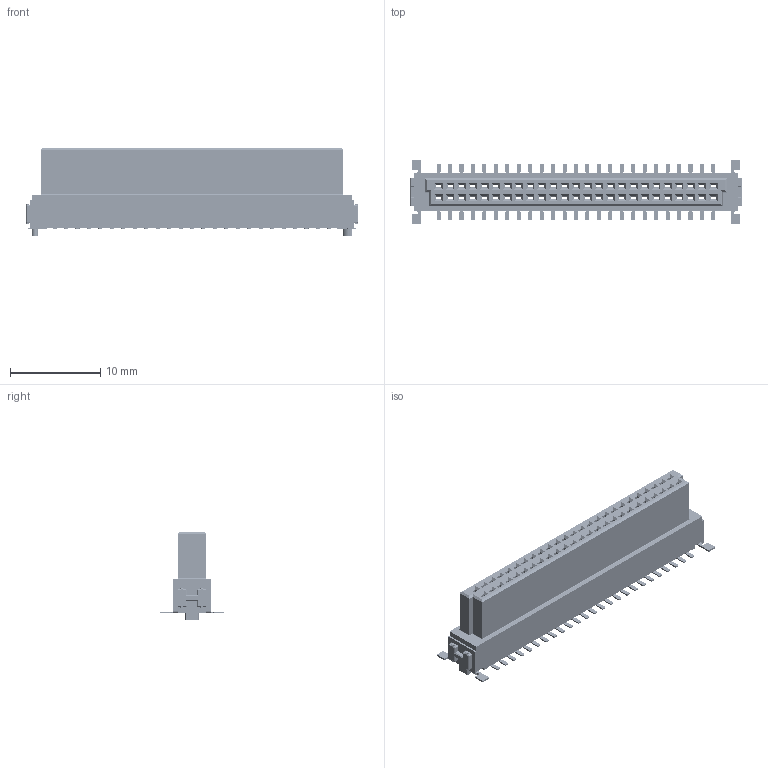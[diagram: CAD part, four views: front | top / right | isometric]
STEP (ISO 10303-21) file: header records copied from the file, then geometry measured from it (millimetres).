
FILE_DESCRIPTION((''),'2;1');
FILE_NAME('M55-6015042_ASM','2021-06-22T08:51:24',('mrudkin'),(''),'CREO PARAMETRIC BY PTC INC, 2020154','CREO PARAMETRIC BY PTC INC, 2020154','');
FILE_SCHEMA(('CONFIG_CONTROL_DESIGN','SHAPE_APPEARANCE_LAYERS_GROUPS'));
Length unit declared in the file: millimetre
Products named in the file (4): M55-60150_MOULD; M55-601_CONTACT; M55-700_STRAP; M55-6015042_ASM
Assembly tree (53 placements, depth 2):
  M55-6015042_ASM
    M55-60150_MOULD
    M55-601_CONTACT  x50
    M55-700_STRAP  x2
Bounding box: 36.83 x 7.2 x 9.8 mm (x, y, z)
Volume: 788.9 mm3; surface area: 4674.9 mm2
Topology: 53 solids, 53 shells, 8579 faces, 20958 edges, 12522 vertices
Faces by surface type: cylinder 3379, plane 2881, torus 1400, bspline 500, sphere 400, cone 19
Entity records: 41530 total; most frequent: CARTESIAN_POINT 5947, ORIENTED_EDGE 5284, DIRECTION 5119, PRESENTATION_STYLE_ASSIGNMENT 2786, STYLED_ITEM 2645, CURVE_STYLE 2642, EDGE_CURVE 2642, VECTOR 2335
